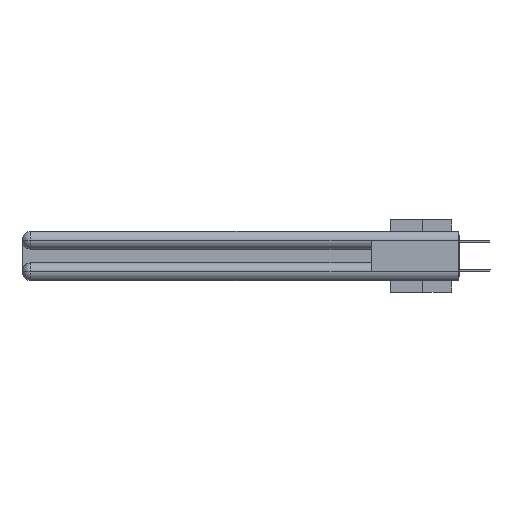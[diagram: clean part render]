
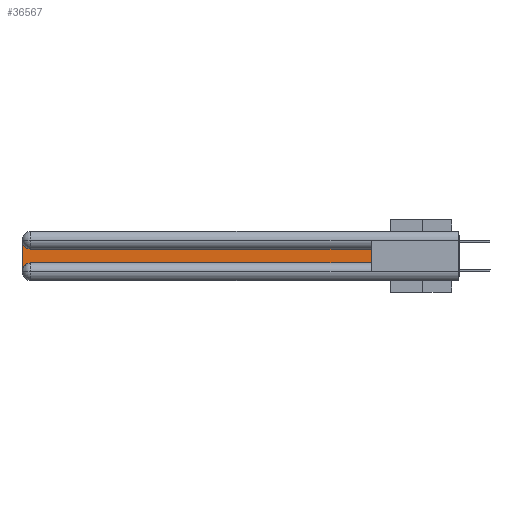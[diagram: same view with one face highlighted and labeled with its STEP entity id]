
A CAD part, left-side view. The second image highlights one B-rep face of the part: STEP entity #36567.
In plain terms, the highlighted planar face has unit normal (-1, 0, 0).
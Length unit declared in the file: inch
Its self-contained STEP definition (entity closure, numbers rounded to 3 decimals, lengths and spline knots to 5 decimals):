
#152 = CARTESIAN_POINT ( 'NONE',  ( 0.075, 3., -0.0625 ) ) ;
#506 = LINE ( 'NONE', #34490, #3705 ) ;
#2339 = ORIENTED_EDGE ( 'NONE', *, *, #3263, .T. ) ;
#2685 = EDGE_CURVE ( 'NONE', #23077, #16788, #14647, .T. ) ;
#3263 = EDGE_CURVE ( 'NONE', #33490, #28051, #21370, .T. ) ;
#3515 = CARTESIAN_POINT ( 'NONE',  ( 0.075, 2.94, -0.2175 ) ) ;
#3705 = VECTOR ( 'NONE', #31528, 39.37008 ) ;
#3723 = VECTOR ( 'NONE', #17173, 39.37008 ) ;
#4085 = CARTESIAN_POINT ( 'NONE',  ( 0.075, 3., -0.2775 ) ) ;
#5903 = ORIENTED_EDGE ( 'NONE', *, *, #7784, .T. ) ;
#5908 = AXIS2_PLACEMENT_3D ( 'NONE', #13760, #34153, #16681 ) ;
#7784 = EDGE_CURVE ( 'NONE', #16788, #32314, #27768, .T. ) ;
#7876 = VECTOR ( 'NONE', #9606, 39.37008 ) ;
#8587 = CARTESIAN_POINT ( 'NONE',  ( 0.075, 0.6, -0.1225 ) ) ;
#9073 = EDGE_CURVE ( 'NONE', #32314, #30898, #12264, .T. ) ;
#9432 = FACE_OUTER_BOUND ( 'NONE', #19176, .T. ) ;
#9606 = DIRECTION ( 'NONE',  ( 0., 0., 1. ) ) ;
#10946 = CARTESIAN_POINT ( 'NONE',  ( 0.075, 3., -0.1225 ) ) ;
#11459 = CARTESIAN_POINT ( 'NONE',  ( 0.075, 3., -0.2175 ) ) ;
#12264 = CIRCLE ( 'NONE', #34313, 0.06 ) ;
#13760 = CARTESIAN_POINT ( 'NONE',  ( 0.075, 2.94, -0.2775 ) ) ;
#13948 = ORIENTED_EDGE ( 'NONE', *, *, #2685, .T. ) ;
#13993 = DIRECTION ( 'NONE',  ( 0., 0., -1. ) ) ;
#14291 = CARTESIAN_POINT ( 'NONE',  ( 0.075, 2.94, -0.0625 ) ) ;
#14647 = LINE ( 'NONE', #32706, #7876 ) ;
#16159 = DIRECTION ( 'NONE',  ( 1., 0., 0. ) ) ;
#16237 = ORIENTED_EDGE ( 'NONE', *, *, #29464, .T. ) ;
#16681 = DIRECTION ( 'NONE',  ( 0., 0., -1. ) ) ;
#16788 = VERTEX_POINT ( 'NONE', #31219 ) ;
#17173 = DIRECTION ( 'NONE',  ( 0., 1., 0. ) ) ;
#17209 = DIRECTION ( 'NONE',  ( 0., 0., -1. ) ) ;
#19046 = DIRECTION ( 'NONE',  ( 0., 0., -1. ) ) ;
#19176 = EDGE_LOOP ( 'NONE', ( #5903, #28294, #30409, #2339, #16237, #13948 ) ) ;
#21370 = CIRCLE ( 'NONE', #5908, 0.06 ) ;
#23077 = VERTEX_POINT ( 'NONE', #34948 ) ;
#25027 = CARTESIAN_POINT ( 'NONE',  ( 0.075, 2.94, -0.1225 ) ) ;
#25405 = PLANE ( 'NONE',  #33180 ) ;
#27768 = LINE ( 'NONE', #8587, #3723 ) ;
#27812 = LINE ( 'NONE', #11459, #28271 ) ;
#28051 = VERTEX_POINT ( 'NONE', #3515 ) ;
#28271 = VECTOR ( 'NONE', #13993, 39.37008 ) ;
#28294 = ORIENTED_EDGE ( 'NONE', *, *, #9073, .T. ) ;
#29464 = EDGE_CURVE ( 'NONE', #28051, #23077, #506, .T. ) ;
#30409 = ORIENTED_EDGE ( 'NONE', *, *, #33205, .T. ) ;
#30898 = VERTEX_POINT ( 'NONE', #152 ) ;
#31219 = CARTESIAN_POINT ( 'NONE',  ( 0.075, 0.6, -0.1225 ) ) ;
#31528 = DIRECTION ( 'NONE',  ( 0., -1., 0. ) ) ;
#32314 = VERTEX_POINT ( 'NONE', #25027 ) ;
#32706 = CARTESIAN_POINT ( 'NONE',  ( 0.075, 0.6, -0.2175 ) ) ;
#33180 = AXIS2_PLACEMENT_3D ( 'NONE', #10946, #16159, #19046 ) ;
#33205 = EDGE_CURVE ( 'NONE', #30898, #33490, #27812, .T. ) ;
#33490 = VERTEX_POINT ( 'NONE', #4085 ) ;
#34153 = DIRECTION ( 'NONE',  ( 1., 0., 0. ) ) ;
#34313 = AXIS2_PLACEMENT_3D ( 'NONE', #14291, #34689, #17209 ) ;
#34490 = CARTESIAN_POINT ( 'NONE',  ( 0.075, 0.6, -0.2175 ) ) ;
#34689 = DIRECTION ( 'NONE',  ( 1., 0., 0. ) ) ;
#34948 = CARTESIAN_POINT ( 'NONE',  ( 0.075, 0.6, -0.2175 ) ) ;
#36567 = ADVANCED_FACE ( 'NONE', ( #9432 ), #25405, .F. ) ;
